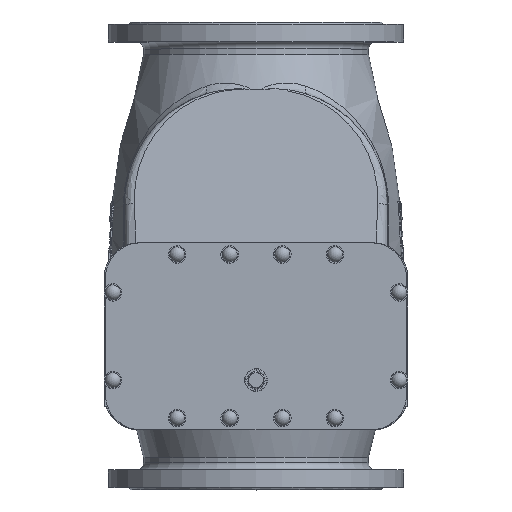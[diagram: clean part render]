
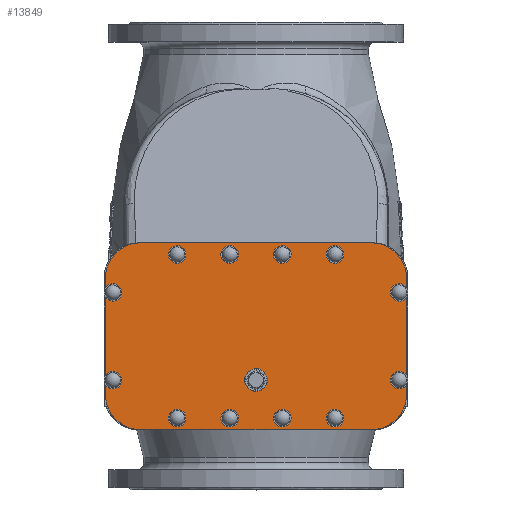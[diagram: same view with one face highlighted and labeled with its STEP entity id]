
A CAD part, top view. The second image highlights one B-rep face of the part: STEP entity #13849.
In plain terms, the highlighted planar face has unit normal (0, 0, 1).
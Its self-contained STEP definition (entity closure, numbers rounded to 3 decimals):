
#2315=LINE('',#31367,#2917);
#2316=LINE('',#31371,#2918);
#2317=LINE('',#31375,#2919);
#2318=LINE('',#31378,#2920);
#2917=VECTOR('',#18269,10.);
#2918=VECTOR('',#18272,10.);
#2919=VECTOR('',#18275,10.);
#2920=VECTOR('',#18278,10.);
#3266=PLANE('',#15173);
#4197=FACE_OUTER_BOUND('',#5119,.T.);
#5119=EDGE_LOOP('',(#12766,#12767,#12768,#12769,#12770,#12771,#12772,#12773));
#5966=CIRCLE('',#15174,60.);
#5967=CIRCLE('',#15175,60.);
#5968=CIRCLE('',#15176,60.);
#5969=CIRCLE('',#15177,60.);
#7225=VERTEX_POINT('',#31363);
#7226=VERTEX_POINT('',#31364);
#7227=VERTEX_POINT('',#31366);
#7228=VERTEX_POINT('',#31368);
#7229=VERTEX_POINT('',#31370);
#7230=VERTEX_POINT('',#31372);
#7231=VERTEX_POINT('',#31374);
#7232=VERTEX_POINT('',#31376);
#9108=EDGE_CURVE('',#7225,#7226,#5966,.T.);
#9109=EDGE_CURVE('',#7227,#7225,#2315,.T.);
#9110=EDGE_CURVE('',#7228,#7227,#5967,.T.);
#9111=EDGE_CURVE('',#7229,#7228,#2316,.T.);
#9112=EDGE_CURVE('',#7230,#7229,#5968,.T.);
#9113=EDGE_CURVE('',#7231,#7230,#2317,.T.);
#9114=EDGE_CURVE('',#7232,#7231,#5969,.T.);
#9115=EDGE_CURVE('',#7226,#7232,#2318,.T.);
#12766=ORIENTED_EDGE('',*,*,#9108,.F.);
#12767=ORIENTED_EDGE('',*,*,#9109,.F.);
#12768=ORIENTED_EDGE('',*,*,#9110,.F.);
#12769=ORIENTED_EDGE('',*,*,#9111,.F.);
#12770=ORIENTED_EDGE('',*,*,#9112,.F.);
#12771=ORIENTED_EDGE('',*,*,#9113,.F.);
#12772=ORIENTED_EDGE('',*,*,#9114,.F.);
#12773=ORIENTED_EDGE('',*,*,#9115,.F.);
#13849=ADVANCED_FACE('',(#4197),#3266,.T.);
#15173=AXIS2_PLACEMENT_3D('',#31362,#18265,#18266);
#15174=AXIS2_PLACEMENT_3D('',#31365,#18267,#18268);
#15175=AXIS2_PLACEMENT_3D('',#31369,#18270,#18271);
#15176=AXIS2_PLACEMENT_3D('',#31373,#18273,#18274);
#15177=AXIS2_PLACEMENT_3D('',#31377,#18276,#18277);
#18265=DIRECTION('center_axis',(0.,0.,
1.));
#18266=DIRECTION('ref_axis',(1.,0.,0.));
#18267=DIRECTION('center_axis',(0.,0.,
-1.));
#18268=DIRECTION('ref_axis',(0.,1.,0.));
#18269=DIRECTION('',(0.,1.,0.));
#18270=DIRECTION('center_axis',(0.,0.,
-1.));
#18271=DIRECTION('ref_axis',(-1.,0.,0.));
#18272=DIRECTION('',(-1.,0.,0.));
#18273=DIRECTION('center_axis',(0.,0.,
-1.));
#18274=DIRECTION('ref_axis',(0.,-1.,0.));
#18275=DIRECTION('',(0.,-1.,0.));
#18276=DIRECTION('center_axis',(0.,0.,
-1.));
#18277=DIRECTION('ref_axis',(1.,0.,0.));
#18278=DIRECTION('',(1.,0.,0.));
#31362=CARTESIAN_POINT('Origin',(0.,-138.,358.));
#31363=CARTESIAN_POINT('',(-257.5,-38.,358.));
#31364=CARTESIAN_POINT('',(-197.5,22.,358.));
#31365=CARTESIAN_POINT('Origin',(-197.5,-38.,358.));
#31366=CARTESIAN_POINT('',(-257.5,-238.,358.));
#31367=CARTESIAN_POINT('',(-257.5,-38.,358.));
#31368=CARTESIAN_POINT('',(-197.5,-298.,358.));
#31369=CARTESIAN_POINT('Origin',(-197.5,-238.,358.));
#31370=CARTESIAN_POINT('',(197.5,-298.,358.));
#31371=CARTESIAN_POINT('',(-197.5,-298.,358.));
#31372=CARTESIAN_POINT('',(257.5,-238.,358.));
#31373=CARTESIAN_POINT('Origin',(197.5,-238.,358.));
#31374=CARTESIAN_POINT('',(257.5,-38.,358.));
#31375=CARTESIAN_POINT('',(257.5,-238.,358.));
#31376=CARTESIAN_POINT('',(197.5,22.,358.));
#31377=CARTESIAN_POINT('Origin',(197.5,-38.,358.));
#31378=CARTESIAN_POINT('',(197.5,22.,358.));
